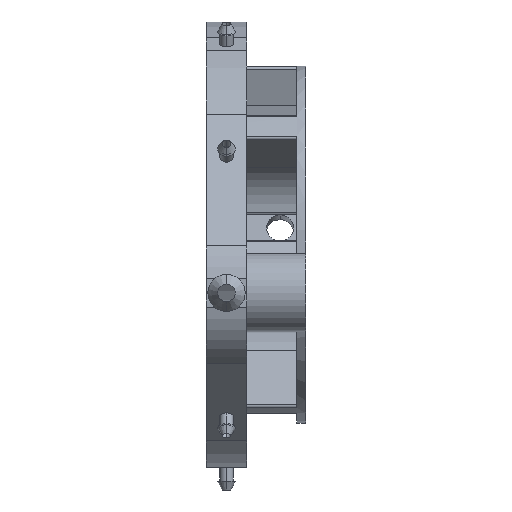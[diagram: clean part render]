
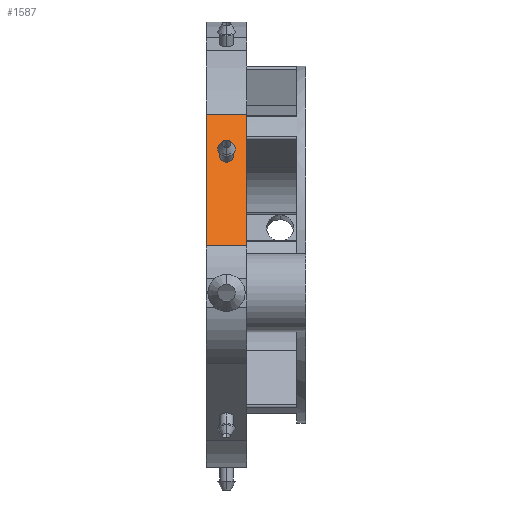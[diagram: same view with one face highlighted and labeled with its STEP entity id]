
A CAD part, left-side view. The second image highlights one B-rep face of the part: STEP entity #1587.
In plain terms, the highlighted planar face has unit normal (-0.812, 0, 0.584).
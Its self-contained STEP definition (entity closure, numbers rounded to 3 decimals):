
#286 = VERTEX_POINT ( 'NONE', #10940 ) ;
#310 = EDGE_CURVE ( 'NONE', #9114, #1225, #1887, .T. ) ;
#513 = CIRCLE ( 'NONE', #5834, 1.5 ) ;
#790 = DIRECTION ( 'NONE',  ( -0.812, 0., 0.584 ) ) ;
#901 = EDGE_CURVE ( 'NONE', #286, #5032, #10673, .T. ) ;
#1019 = CARTESIAN_POINT ( 'NONE',  ( -61.773, -2., -0.253 ) ) ;
#1042 = EDGE_CURVE ( 'NONE', #7034, #3393, #5443, .T. ) ;
#1225 = VERTEX_POINT ( 'NONE', #1019 ) ;
#1397 = DIRECTION ( 'NONE',  ( 0., -1., 0. ) ) ;
#1455 = EDGE_LOOP ( 'NONE', ( #8425, #9075, #8362, #5782 ) ) ;
#1587 = ADVANCED_FACE ( 'NONE', ( #6127, #6235 ), #3618, .F. ) ;
#1822 = CARTESIAN_POINT ( 'NONE',  ( -61.773, -2., -0.253 ) ) ;
#1887 = LINE ( 'NONE', #5934, #2142 ) ;
#1985 = DIRECTION ( 'NONE',  ( -0.584, 0., -0.812 ) ) ;
#2008 = DIRECTION ( 'NONE',  ( 0., -1., 0. ) ) ;
#2118 = DIRECTION ( 'NONE',  ( 0.812, 0., -0.584 ) ) ;
#2142 = VECTOR ( 'NONE', #8387, 1000. ) ;
#2193 = DIRECTION ( 'NONE',  ( -0.584, 0., -0.812 ) ) ;
#2319 = CARTESIAN_POINT ( 'NONE',  ( -61.773, 7., -0.253 ) ) ;
#2788 = AXIS2_PLACEMENT_3D ( 'NONE', #6959, #2118, #2008 ) ;
#3026 = LINE ( 'NONE', #9808, #8953 ) ;
#3054 = CARTESIAN_POINT ( 'NONE',  ( -40.591, 5., 29.196 ) ) ;
#3393 = VERTEX_POINT ( 'NONE', #8204 ) ;
#3502 = CARTESIAN_POINT ( 'NONE',  ( -40.591, -2., 29.196 ) ) ;
#3618 = PLANE ( 'NONE',  #2788 ) ;
#3858 = EDGE_CURVE ( 'NONE', #286, #9114, #3026, .T. ) ;
#4010 = CARTESIAN_POINT ( 'NONE',  ( -47.399, 2.5, 19.731 ) ) ;
#4136 = EDGE_LOOP ( 'NONE', ( #6272, #10966 ) ) ;
#5032 = VERTEX_POINT ( 'NONE', #3502 ) ;
#5443 = CIRCLE ( 'NONE', #6864, 1.5 ) ;
#5782 = ORIENTED_EDGE ( 'NONE', *, *, #3858, .T. ) ;
#5834 = AXIS2_PLACEMENT_3D ( 'NONE', #10428, #6203, #1985 ) ;
#5934 = CARTESIAN_POINT ( 'NONE',  ( -61.773, 5., -0.253 ) ) ;
#6065 = EDGE_CURVE ( 'NONE', #3393, #7034, #513, .T. ) ;
#6127 = FACE_BOUND ( 'NONE', #4136, .T. ) ;
#6203 = DIRECTION ( 'NONE',  ( -0.812, 0., 0.584 ) ) ;
#6235 = FACE_OUTER_BOUND ( 'NONE', #1455, .T. ) ;
#6272 = ORIENTED_EDGE ( 'NONE', *, *, #1042, .F. ) ;
#6864 = AXIS2_PLACEMENT_3D ( 'NONE', #4010, #790, #8227 ) ;
#6959 = CARTESIAN_POINT ( 'NONE',  ( -40.591, 5., 29.196 ) ) ;
#7034 = VERTEX_POINT ( 'NONE', #9540 ) ;
#8204 = CARTESIAN_POINT ( 'NONE',  ( -46.523, 2.5, 20.949 ) ) ;
#8227 = DIRECTION ( 'NONE',  ( -0.584, 0., -0.812 ) ) ;
#8362 = ORIENTED_EDGE ( 'NONE', *, *, #901, .F. ) ;
#8387 = DIRECTION ( 'NONE',  ( 0., -1., 0. ) ) ;
#8425 = ORIENTED_EDGE ( 'NONE', *, *, #310, .T. ) ;
#8599 = DIRECTION ( 'NONE',  ( 0.584, 0., 0.812 ) ) ;
#8878 = VECTOR ( 'NONE', #1397, 1000. ) ;
#8953 = VECTOR ( 'NONE', #2193, 1000. ) ;
#9075 = ORIENTED_EDGE ( 'NONE', *, *, #9240, .T. ) ;
#9114 = VERTEX_POINT ( 'NONE', #2319 ) ;
#9240 = EDGE_CURVE ( 'NONE', #1225, #5032, #9441, .T. ) ;
#9441 = LINE ( 'NONE', #1822, #10920 ) ;
#9540 = CARTESIAN_POINT ( 'NONE',  ( -48.274, 2.5, 18.513 ) ) ;
#9808 = CARTESIAN_POINT ( 'NONE',  ( -40.591, 7., 29.196 ) ) ;
#10428 = CARTESIAN_POINT ( 'NONE',  ( -47.399, 2.5, 19.731 ) ) ;
#10673 = LINE ( 'NONE', #3054, #8878 ) ;
#10920 = VECTOR ( 'NONE', #8599, 1000. ) ;
#10940 = CARTESIAN_POINT ( 'NONE',  ( -40.591, 7., 29.196 ) ) ;
#10966 = ORIENTED_EDGE ( 'NONE', *, *, #6065, .F. ) ;
